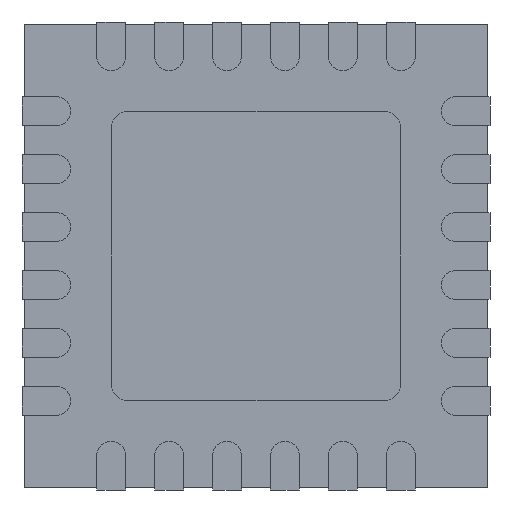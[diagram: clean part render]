
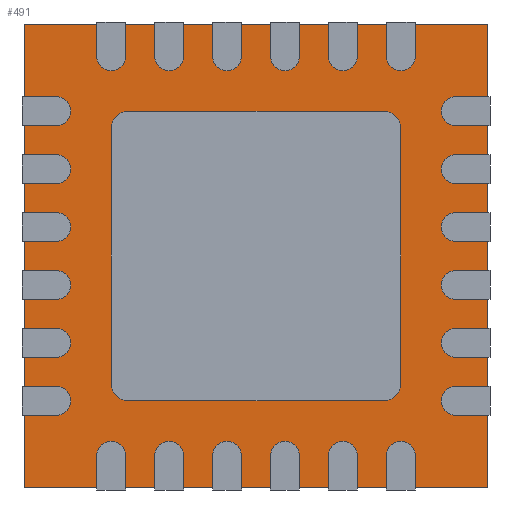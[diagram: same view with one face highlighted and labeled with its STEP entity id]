
A CAD part, front view. The second image highlights one B-rep face of the part: STEP entity #491.
In plain terms, the highlighted planar face has unit normal (0, -1, 0).
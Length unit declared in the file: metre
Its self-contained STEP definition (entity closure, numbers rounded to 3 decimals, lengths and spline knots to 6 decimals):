
#491 = ADVANCED_FACE( '', ( #1058 ), #1059, .T. );
#1058 = FACE_OUTER_BOUND( '', #1750, .T. );
#1059 = PLANE( '', #1751 );
#1750 = EDGE_LOOP( '', ( #2733, #2734, #2735, #2736 ) );
#1751 = AXIS2_PLACEMENT_3D( '', #2737, #2738, #2739 );
#2733 = ORIENTED_EDGE( '', *, *, #3962, .F. );
#2734 = ORIENTED_EDGE( '', *, *, #3963, .F. );
#2735 = ORIENTED_EDGE( '', *, *, #3964, .F. );
#2736 = ORIENTED_EDGE( '', *, *, #3965, .F. );
#2737 = CARTESIAN_POINT( '', ( 0., 0., -0.004 ) );
#2738 = DIRECTION( '', ( 0., -1., 0. ) );
#2739 = DIRECTION( '', ( 0., 0., -1. ) );
#3962 = EDGE_CURVE( '', #4758, #4759, #4760, .T. );
#3963 = EDGE_CURVE( '', #4761, #4758, #4762, .T. );
#3964 = EDGE_CURVE( '', #4763, #4761, #4764, .T. );
#3965 = EDGE_CURVE( '', #4759, #4763, #4765, .T. );
#4758 = VERTEX_POINT( '', #5797 );
#4759 = VERTEX_POINT( '', #5798 );
#4760 = LINE( '', #5799, #5800 );
#4761 = VERTEX_POINT( '', #5801 );
#4762 = LINE( '', #5802, #5803 );
#4763 = VERTEX_POINT( '', #5804 );
#4764 = LINE( '', #5805, #5806 );
#4765 = LINE( '', #5807, #5808 );
#5797 = CARTESIAN_POINT( '', ( 0., 0., -0.004 ) );
#5798 = CARTESIAN_POINT( '', ( 0., 0., 0. ) );
#5799 = CARTESIAN_POINT( '', ( 0., 0., 0. ) );
#5800 = VECTOR( '', #6615, 1. );
#5801 = CARTESIAN_POINT( '', ( 0.004, 0., -0.004 ) );
#5802 = CARTESIAN_POINT( '', ( 0., 0., -0.004 ) );
#5803 = VECTOR( '', #6616, 1. );
#5804 = CARTESIAN_POINT( '', ( 0.004, 0., 0. ) );
#5805 = CARTESIAN_POINT( '', ( 0.004, 0., 0. ) );
#5806 = VECTOR( '', #6617, 1. );
#5807 = CARTESIAN_POINT( '', ( 0., 0., 0. ) );
#5808 = VECTOR( '', #6618, 1. );
#6615 = DIRECTION( '', ( 0., 0., 1. ) );
#6616 = DIRECTION( '', ( -1., 0., 0. ) );
#6617 = DIRECTION( '', ( 0., 0., -1. ) );
#6618 = DIRECTION( '', ( 1., 0., 0. ) );
